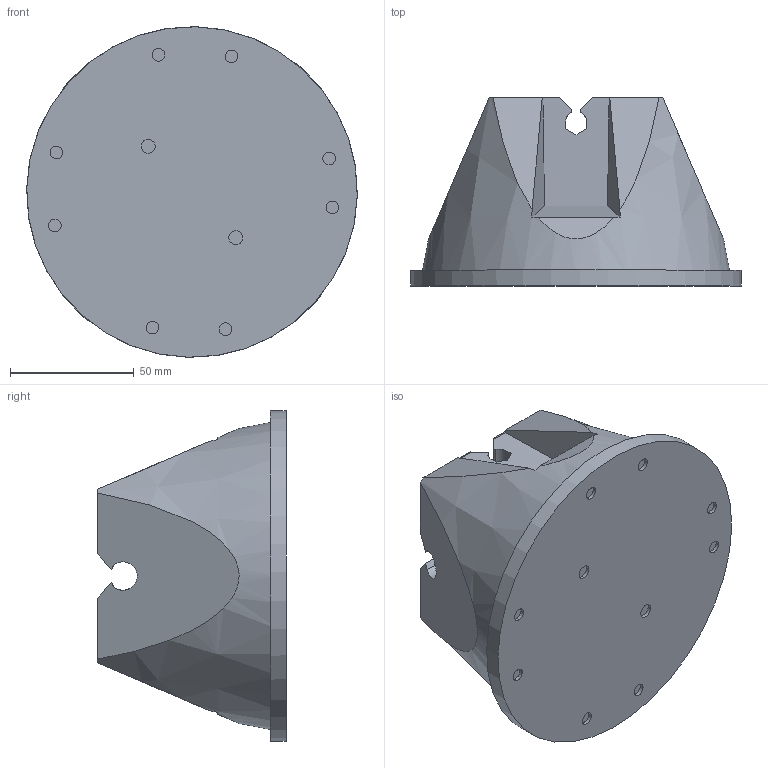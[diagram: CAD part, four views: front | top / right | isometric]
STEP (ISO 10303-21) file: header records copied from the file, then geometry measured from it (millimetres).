
FILE_DESCRIPTION (( 'STEP AP214' ), '1' );
FILE_NAME ('5218700.stp', '2021-11-23T14:33:39', ( '' ), ( '' ), 'SwSTEP 2.0', 'SolidWorks 2020', '' );
FILE_SCHEMA (( 'AUTOMOTIVE_DESIGN' ));
Length unit declared in the file: millimetre
Products named in the file (4): 116126_Standard; 116127_Standard; 107972_Artikel_107972; 5218700
Assembly tree (3 placements, depth 2):
  5218700
    107972_Artikel_107972
    116126_Standard
    116127_Standard
Bounding box: 133.47 x 76 x 133.47 mm (x, y, z)
Volume: 649851.2 mm3; surface area: 152662.7 mm2
Topology: 3 solids, 3 shells, 254 faces, 664 edges, 415 vertices
Faces by surface type: plane 130, cylinder 61, torus 22, cone 16, bspline 16, sphere 9
Full cylindrical faces by diameter (mm): 122 x2, 130 x2
Entity records: 8448 total; most frequent: CARTESIAN_POINT 2730, ORIENTED_EDGE 1224, DIRECTION 1058, EDGE_CURVE 612, VERTEX_POINT 398, AXIS2_PLACEMENT_3D 376, EDGE_LOOP 308, LINE 306
